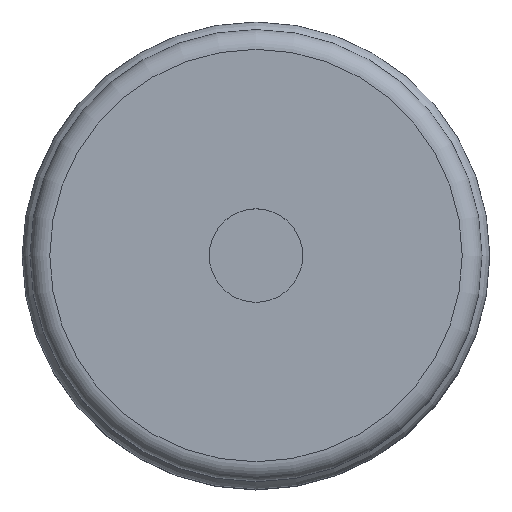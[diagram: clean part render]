
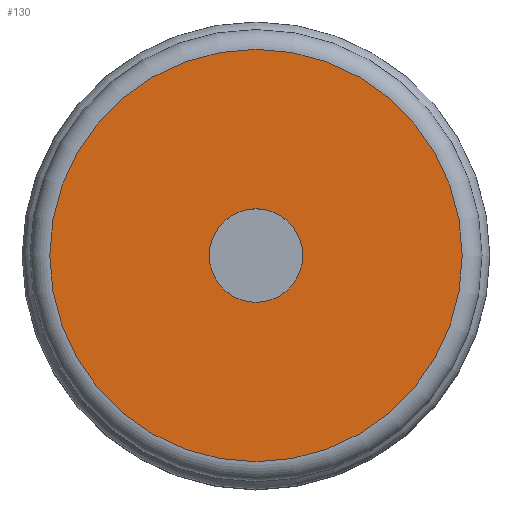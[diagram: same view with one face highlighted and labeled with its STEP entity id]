
A CAD part, top view. The second image highlights one B-rep face of the part: STEP entity #130.
In plain terms, the highlighted planar face has unit normal (0, 0, 1).
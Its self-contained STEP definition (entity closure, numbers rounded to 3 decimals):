
#103=CARTESIAN_POINT('',(5.292,0.0,9.5));
#104=VERTEX_POINT('',#103);
#105=CARTESIAN_POINT('',(-0.0,-0.0,9.5));
#106=DIRECTION('',(-0.0,-0.0,1.0));
#107=DIRECTION('',(1.0,0.0,0.0));
#108=AXIS2_PLACEMENT_3D('',#105,#106,#107);
#109=CIRCLE('',#108,5.292);
#110=EDGE_CURVE('n� 175',#104,#104,#109,.T.);
#111=ORIENTED_EDGE('',*,*,#110,.T.);
#112=EDGE_LOOP('',(#111));
#113=FACE_OUTER_BOUND('',#112,.T.);
#114=CARTESIAN_POINT('',(-1.2,-0.0,9.5));
#115=VERTEX_POINT('',#114);
#116=CARTESIAN_POINT('',(-0.0,-0.0,9.5));
#117=DIRECTION('',(-0.0,-0.0,1.0));
#118=DIRECTION('',(-1.0,-0.0,-0.0));
#119=AXIS2_PLACEMENT_3D('',#116,#117,#118);
#120=CIRCLE('',#119,1.2);
#121=EDGE_CURVE('n� 143',#115,#115,#120,.T.);
#122=ORIENTED_EDGE('',*,*,#121,.F.);
#123=EDGE_LOOP('',(#122));
#124=FACE_BOUND('',#123,.T.);
#125=CARTESIAN_POINT('',(-0.0,-0.0,9.5));
#126=DIRECTION('',(0.0,0.0,-1.0));
#127=DIRECTION('',(1.0,0.0,0.0));
#128=AXIS2_PLACEMENT_3D('',#125,#126,#127);
#129=PLANE('',#128);
#130=ADVANCED_FACE('n� 52',(#113,#124),#129,.F.);
